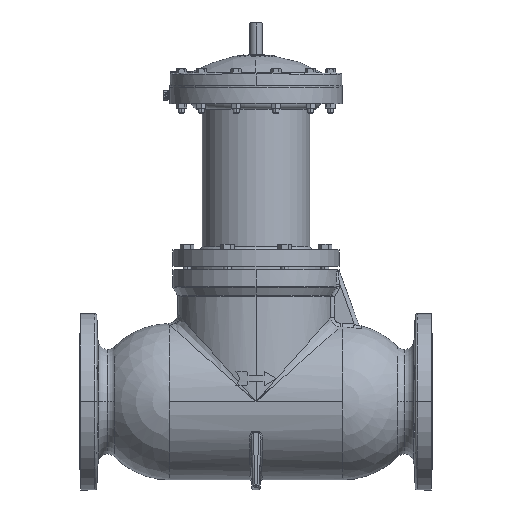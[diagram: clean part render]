
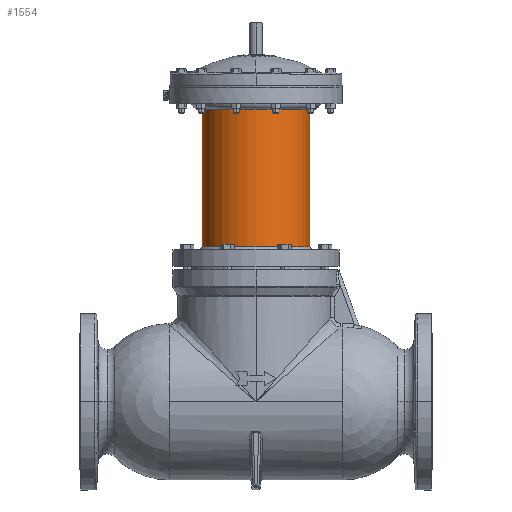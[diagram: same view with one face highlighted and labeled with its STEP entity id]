
A CAD part, top view. The second image highlights one B-rep face of the part: STEP entity #1554.
In plain terms, the highlighted cylindrical face has radius 84.931 mm (diameter 169.863 mm), a partial arc.
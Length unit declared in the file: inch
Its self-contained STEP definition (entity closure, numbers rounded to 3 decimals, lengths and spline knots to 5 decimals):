
#1554 = ADVANCED_FACE ( 'NONE', ( #69049 ), #56590, .T. ) ;
#3880 = EDGE_CURVE ( 'NONE', #41630, #49901, #31024, .T. ) ;
#5491 = CARTESIAN_POINT ( 'NONE',  ( -3.34375, 9.65636, 0. ) ) ;
#5560 = AXIS2_PLACEMENT_3D ( 'NONE', #41861, #35396, #65215 ) ;
#7222 = EDGE_LOOP ( 'NONE', ( #68282, #53460, #74596, #59885 ) ) ;
#9999 = CARTESIAN_POINT ( 'NONE',  ( -3.34375, 18.28136, 0. ) ) ;
#13360 = EDGE_CURVE ( 'NONE', #36564, #49901, #76300, .T. ) ;
#13609 = VECTOR ( 'NONE', #23015, 39.37008 ) ;
#16000 = DIRECTION ( 'NONE',  ( 0., -1., 0. ) ) ;
#17371 = CARTESIAN_POINT ( 'NONE',  ( 3.34375, 8.44817, 0. ) ) ;
#18172 = CARTESIAN_POINT ( 'NONE',  ( 3.34375, 9.65636, 0. ) ) ;
#21520 = CARTESIAN_POINT ( 'NONE',  ( 3.34375, 18.28136, 0. ) ) ;
#23015 = DIRECTION ( 'NONE',  ( 0., -1., 0. ) ) ;
#23396 = LINE ( 'NONE', #17371, #13609 ) ;
#26259 = CARTESIAN_POINT ( 'NONE',  ( 0., 8.44817, 0. ) ) ;
#31024 = LINE ( 'NONE', #31823, #68640 ) ;
#31823 = CARTESIAN_POINT ( 'NONE',  ( -3.34375, 8.44817, 0. ) ) ;
#35396 = DIRECTION ( 'NONE',  ( 0., -1., 0. ) ) ;
#36564 = VERTEX_POINT ( 'NONE', #18172 ) ;
#38850 = DIRECTION ( 'NONE',  ( 1., 0., 0. ) ) ;
#41630 = VERTEX_POINT ( 'NONE', #9999 ) ;
#41861 = CARTESIAN_POINT ( 'NONE',  ( 0., 9.65636, 0. ) ) ;
#47861 = DIRECTION ( 'NONE',  ( 1., 0., 0. ) ) ;
#49901 = VERTEX_POINT ( 'NONE', #5491 ) ;
#50960 = DIRECTION ( 'NONE',  ( 0., -1., 0. ) ) ;
#53460 = ORIENTED_EDGE ( 'NONE', *, *, #3880, .T. ) ;
#56590 = CYLINDRICAL_SURFACE ( 'NONE', #77403, 3.34375 ) ;
#56609 = EDGE_CURVE ( 'NONE', #59672, #41630, #65737, .T. ) ;
#59672 = VERTEX_POINT ( 'NONE', #21520 ) ;
#59885 = ORIENTED_EDGE ( 'NONE', *, *, #62273, .F. ) ;
#62273 = EDGE_CURVE ( 'NONE', #59672, #36564, #23396, .T. ) ;
#65215 = DIRECTION ( 'NONE',  ( 1., 0., 0. ) ) ;
#65737 = CIRCLE ( 'NONE', #77368, 3.34375 ) ;
#68282 = ORIENTED_EDGE ( 'NONE', *, *, #56609, .T. ) ;
#68640 = VECTOR ( 'NONE', #79429, 39.37008 ) ;
#69049 = FACE_OUTER_BOUND ( 'NONE', #7222, .T. ) ;
#74596 = ORIENTED_EDGE ( 'NONE', *, *, #13360, .F. ) ;
#76300 = CIRCLE ( 'NONE', #5560, 3.34375 ) ;
#77368 = AXIS2_PLACEMENT_3D ( 'NONE', #78450, #16000, #47861 ) ;
#77403 = AXIS2_PLACEMENT_3D ( 'NONE', #26259, #50960, #38850 ) ;
#78450 = CARTESIAN_POINT ( 'NONE',  ( 0., 18.28136, 0. ) ) ;
#79429 = DIRECTION ( 'NONE',  ( 0., -1., 0. ) ) ;
